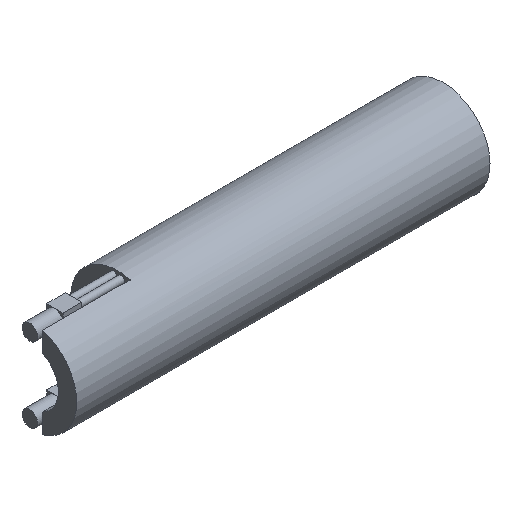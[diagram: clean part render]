
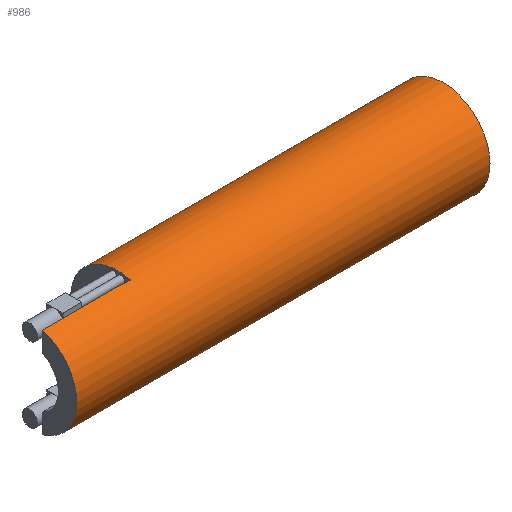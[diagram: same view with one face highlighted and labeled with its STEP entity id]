
A CAD part, isometric view. The second image highlights one B-rep face of the part: STEP entity #986.
In plain terms, the highlighted cylindrical face has radius 75 mm (diameter 150 mm), a full revolution.
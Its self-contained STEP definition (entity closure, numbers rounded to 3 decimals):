
#116=CIRCLE('',#1036,75.);
#128=CIRCLE('',#1050,75.);
#129=CIRCLE('',#1051,75.);
#150=CIRCLE('',#1098,75.);
#151=CIRCLE('',#1099,75.);
#200=FACE_OUTER_BOUND('',#270,.T.);
#270=EDGE_LOOP('',(#901,#902,#903,#904,#905,#906,#907,#908,#909));
#322=LINE('',#12535,#379);
#357=LINE('',#12656,#414);
#358=LINE('',#12657,#415);
#379=VECTOR('',#1214,10.);
#414=VECTOR('',#1345,75.);
#415=VECTOR('',#1346,10.);
#454=VERTEX_POINT('',#12494);
#455=VERTEX_POINT('',#12496);
#468=VERTEX_POINT('',#12527);
#469=VERTEX_POINT('',#12529);
#470=VERTEX_POINT('',#12531);
#507=VERTEX_POINT('',#12651);
#508=VERTEX_POINT('',#12652);
#565=EDGE_CURVE('',#455,#454,#116,.T.);
#582=EDGE_CURVE('',#469,#468,#128,.T.);
#583=EDGE_CURVE('',#470,#469,#129,.T.);
#585=EDGE_CURVE('',#468,#455,#322,.T.);
#640=EDGE_CURVE('',#507,#508,#150,.T.);
#641=EDGE_CURVE('',#508,#507,#151,.T.);
#642=EDGE_CURVE('',#508,#469,#357,.T.);
#643=EDGE_CURVE('',#454,#470,#358,.T.);
#901=ORIENTED_EDGE('',*,*,#640,.F.);
#902=ORIENTED_EDGE('',*,*,#641,.F.);
#903=ORIENTED_EDGE('',*,*,#642,.T.);
#904=ORIENTED_EDGE('',*,*,#582,.T.);
#905=ORIENTED_EDGE('',*,*,#585,.T.);
#906=ORIENTED_EDGE('',*,*,#565,.T.);
#907=ORIENTED_EDGE('',*,*,#643,.T.);
#908=ORIENTED_EDGE('',*,*,#583,.T.);
#909=ORIENTED_EDGE('',*,*,#642,.F.);
#937=CYLINDRICAL_SURFACE('',#1100,75.);
#986=ADVANCED_FACE('',(#200),#937,.T.);
#1036=AXIS2_PLACEMENT_3D('',#12497,#1174,#1175);
#1050=AXIS2_PLACEMENT_3D('',#12530,#1207,#1208);
#1051=AXIS2_PLACEMENT_3D('',#12532,#1209,#1210);
#1098=AXIS2_PLACEMENT_3D('',#12653,#1339,#1340);
#1099=AXIS2_PLACEMENT_3D('',#12654,#1341,#1342);
#1100=AXIS2_PLACEMENT_3D('',#12655,#1343,#1344);
#1174=DIRECTION('center_axis',(1.,0.,0.));
#1175=DIRECTION('ref_axis',(0.,1.,0.));
#1207=DIRECTION('center_axis',(1.,0.,0.));
#1208=DIRECTION('ref_axis',(0.,1.,0.));
#1209=DIRECTION('center_axis',(1.,0.,0.));
#1210=DIRECTION('ref_axis',(0.,1.,0.));
#1214=DIRECTION('',(1.,0.,0.));
#1339=DIRECTION('center_axis',(1.,0.,0.));
#1340=DIRECTION('ref_axis',(0.,1.,0.));
#1341=DIRECTION('center_axis',(1.,0.,0.));
#1342=DIRECTION('ref_axis',(0.,1.,0.));
#1343=DIRECTION('center_axis',(1.,0.,0.));
#1344=DIRECTION('ref_axis',(0.,1.,0.));
#1345=DIRECTION('',(-1.,0.,0.));
#1346=DIRECTION('',(-1.,0.,0.));
#12494=CARTESIAN_POINT('',(140.,-20.123,72.25));
#12496=CARTESIAN_POINT('',(140.,-20.123,-72.25));
#12497=CARTESIAN_POINT('Origin',(140.,0.,0.));
#12527=CARTESIAN_POINT('',(0.,-20.123,-72.25));
#12529=CARTESIAN_POINT('',(0.,-75.,0.));
#12530=CARTESIAN_POINT('Origin',(0.,0.,0.));
#12531=CARTESIAN_POINT('',(0.,-20.123,72.25));
#12532=CARTESIAN_POINT('Origin',(0.,0.,0.));
#12535=CARTESIAN_POINT('',(0.,-20.123,-72.25));
#12651=CARTESIAN_POINT('',(660.,75.,0.));
#12652=CARTESIAN_POINT('',(660.,-75.,0.));
#12653=CARTESIAN_POINT('Origin',(660.,0.,0.));
#12654=CARTESIAN_POINT('Origin',(660.,0.,0.));
#12655=CARTESIAN_POINT('Origin',(0.,0.,0.));
#12656=CARTESIAN_POINT('',(0.,-75.,0.));
#12657=CARTESIAN_POINT('',(0.,-20.123,72.25));
